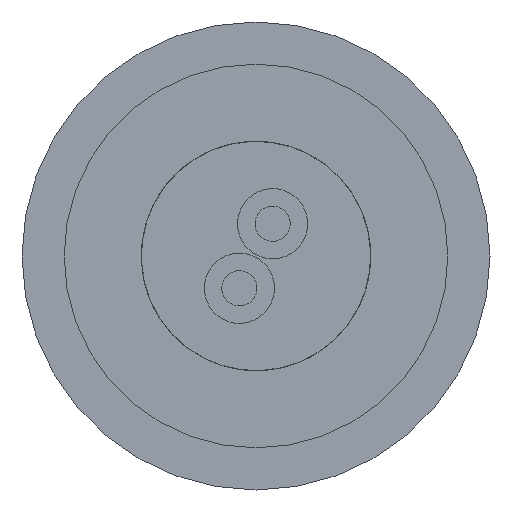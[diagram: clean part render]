
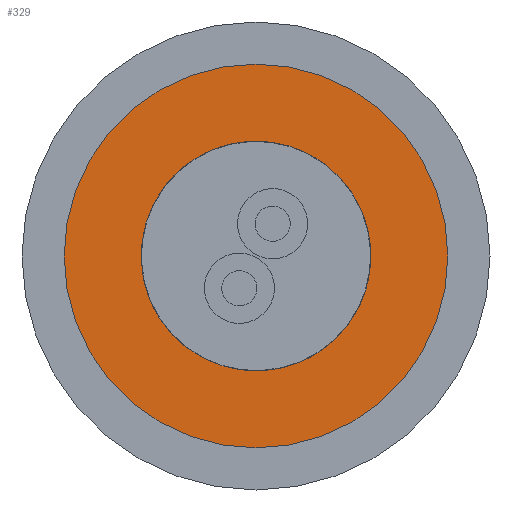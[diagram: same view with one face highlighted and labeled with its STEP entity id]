
A CAD part, front view. The second image highlights one B-rep face of the part: STEP entity #329.
In plain terms, the highlighted planar face has unit normal (0, -1, 0).
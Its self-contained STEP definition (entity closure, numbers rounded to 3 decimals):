
#17 = ORIENTED_EDGE ( 'NONE', *, *, #270, .T. ) ;
#29 = DIRECTION ( 'NONE',  ( 0., 0., -1. ) ) ;
#30 = EDGE_CURVE ( 'NONE', #121, #810, #796, .T. ) ;
#89 = EDGE_LOOP ( 'NONE', ( #17, #199 ) ) ;
#121 = VERTEX_POINT ( 'NONE', #1133 ) ;
#122 = DIRECTION ( 'NONE',  ( 0., 0., -1. ) ) ;
#199 = ORIENTED_EDGE ( 'NONE', *, *, #30, .T. ) ;
#218 = DIRECTION ( 'NONE',  ( 0., -1., 0. ) ) ;
#254 = AXIS2_PLACEMENT_3D ( 'NONE', #314, #406, #684 ) ;
#270 = EDGE_CURVE ( 'NONE', #810, #121, #798, .T. ) ;
#277 = AXIS2_PLACEMENT_3D ( 'NONE', #689, #525, #122 ) ;
#314 = CARTESIAN_POINT ( 'NONE',  ( 0., 30., 0. ) ) ;
#329 = ADVANCED_FACE ( 'NONE', ( #589 ), #494, .T. ) ;
#406 = DIRECTION ( 'NONE',  ( 0., -1., 0. ) ) ;
#494 = PLANE ( 'NONE',  #277 ) ;
#525 = DIRECTION ( 'NONE',  ( 0., -1., 0. ) ) ;
#589 = FACE_OUTER_BOUND ( 'NONE', #89, .T. ) ;
#684 = DIRECTION ( 'NONE',  ( 0., 0., -1. ) ) ;
#689 = CARTESIAN_POINT ( 'NONE',  ( 0., 30., 0. ) ) ;
#796 = CIRCLE ( 'NONE', #1119, 4.1 ) ;
#798 = CIRCLE ( 'NONE', #254, 4.1 ) ;
#810 = VERTEX_POINT ( 'NONE', #1007 ) ;
#1007 = CARTESIAN_POINT ( 'NONE',  ( 0., 30., -4.1 ) ) ;
#1119 = AXIS2_PLACEMENT_3D ( 'NONE', #1198, #218, #29 ) ;
#1133 = CARTESIAN_POINT ( 'NONE',  ( 0., 30., 4.1 ) ) ;
#1198 = CARTESIAN_POINT ( 'NONE',  ( 0., 30., 0. ) ) ;
